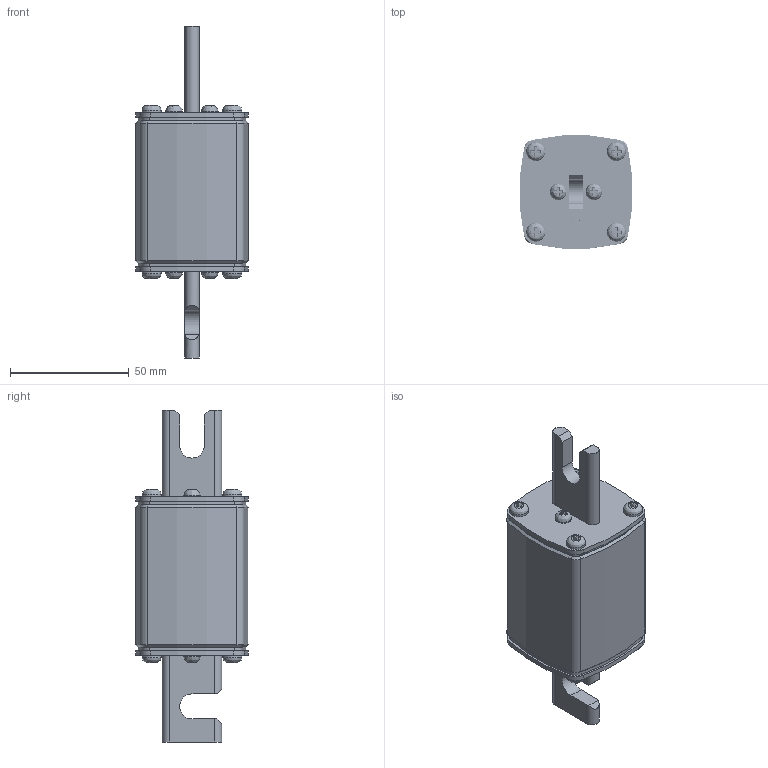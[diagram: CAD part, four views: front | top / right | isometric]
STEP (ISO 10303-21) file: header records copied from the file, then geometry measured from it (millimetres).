
FILE_DESCRIPTION(/* description */ (''),/* implementation_level */ '2;1');
FILE_NAME(/* name */ 'CDRS1-1.stp',/* time_stamp */ '2021-11-09T15:07:26+08:00',/* author */ (''),/* organization */ (''),/* preprocessor_version */ 'ST-DEVELOPER v16',/* originating_system */ 'SIEMENS PLM Software NX 10.0',/* authorisation */ '');
FILE_SCHEMA (('CONFIG_CONTROL_DESIGN'));
Products named in the file (1): CDRS1-1 3D
Bounding box: 47.57 x 47.57 x 140 mm (x, y, z)
Volume: 94106.3 mm3; surface area: 49818.3 mm2
Topology: 29 solids, 29 shells, 859 faces, 2271 edges, 1494 vertices
Faces by surface type: plane 459, cylinder 176, cone 164, bspline 60
Full cylindrical faces by diameter (mm): 3.2 x4, 3.9 x40, 4 x8, 4.6 x4, 5 x20, 7 x4, 8 x16, 35 x1
Entity records: 68356 total; most frequent: CARTESIAN_POINT 52428, ORIENTED_EDGE 3308, DIRECTION 2934, EDGE_CURVE 1654, VERTEX_POINT 1146, AXIS2_PLACEMENT_3D 1028, EDGE_LOOP 902, LINE 878
